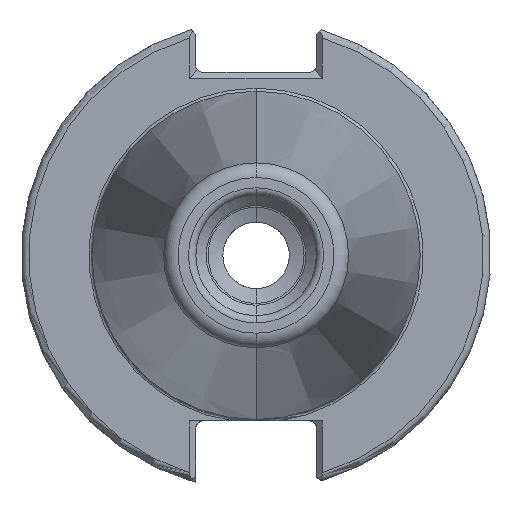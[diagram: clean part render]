
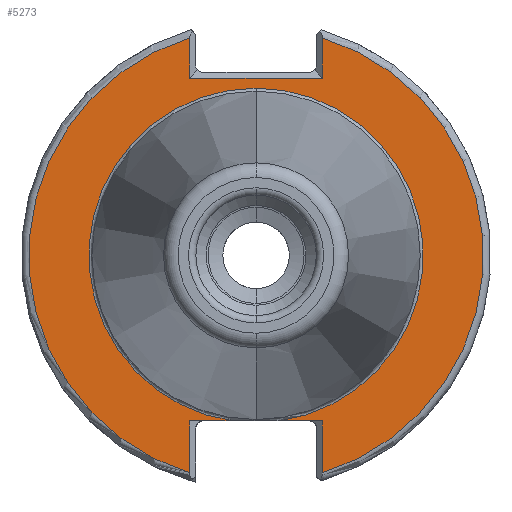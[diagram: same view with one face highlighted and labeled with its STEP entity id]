
A CAD part, left-side view. The second image highlights one B-rep face of the part: STEP entity #5273.
In plain terms, the highlighted planar face has unit normal (-1, 0, 0).
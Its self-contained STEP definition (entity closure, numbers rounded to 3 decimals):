
#4 = CIRCLE ( 'NONE', #621, 30.775 ) ;
#34 = EDGE_CURVE ( 'NONE', #5222, #2857, #2480, .T. ) ;
#83 = EDGE_CURVE ( 'NONE', #2900, #5222, #1585, .T. ) ;
#166 = EDGE_CURVE ( 'NONE', #4184, #947, #5254, .T. ) ;
#207 = EDGE_CURVE ( 'NONE', #2857, #4184, #4758, .T. ) ;
#425 = EDGE_CURVE ( 'NONE', #1444, #2900, #3421, .T. ) ;
#436 = EDGE_CURVE ( 'NONE', #1580, #1444, #3666, .T. ) ;
#510 = CARTESIAN_POINT ( 'NONE',  ( -76.82, 0., 24. ) ) ;
#527 = EDGE_CURVE ( 'NONE', #3939, #947, #1128, .T. ) ;
#579 = CARTESIAN_POINT ( 'NONE',  ( -76.82, 8.99, 0. ) ) ;
#621 = AXIS2_PLACEMENT_3D ( 'NONE', #2359, #2356, #2353 ) ;
#729 = CARTESIAN_POINT ( 'NONE',  ( -76.82, -8.99, -29.433 ) ) ;
#797 = DIRECTION ( 'NONE',  ( 0., 0., -1. ) ) ;
#838 = DIRECTION ( 'NONE',  ( 0., -1., 0. ) ) ;
#898 = CARTESIAN_POINT ( 'NONE',  ( -76.82, -8.19, -22.41 ) ) ;
#901 = EDGE_LOOP ( 'NONE', ( #2060, #2000, #1085, #4911, #3284, #4790, #1035, #3122, #1170, #1164, #3580 ) ) ;
#915 = EDGE_CURVE ( 'NONE', #2672, #3939, #1638, .T. ) ;
#925 = DIRECTION ( 'NONE',  ( 0., 0., 1. ) ) ;
#947 = VERTEX_POINT ( 'NONE', #4274 ) ;
#1035 = ORIENTED_EDGE ( 'NONE', *, *, #1314, .T. ) ;
#1085 = ORIENTED_EDGE ( 'NONE', *, *, #207, .T. ) ;
#1092 = DIRECTION ( 'NONE',  ( 0., 1., 0. ) ) ;
#1128 = CIRCLE ( 'NONE', #2925, 22.625 ) ;
#1134 = VERTEX_POINT ( 'NONE', #3392 ) ;
#1160 = FACE_OUTER_BOUND ( 'NONE', #901, .T. ) ;
#1164 = ORIENTED_EDGE ( 'NONE', *, *, #436, .T. ) ;
#1170 = ORIENTED_EDGE ( 'NONE', *, *, #1433, .T. ) ;
#1200 = VECTOR ( 'NONE', #3012, 1000. ) ;
#1314 = EDGE_CURVE ( 'NONE', #2672, #1134, #4356, .T. ) ;
#1408 = EDGE_CURVE ( 'NONE', #1134, #2025, #5004, .T. ) ;
#1433 = EDGE_CURVE ( 'NONE', #2025, #1580, #4, .T. ) ;
#1444 = VERTEX_POINT ( 'NONE', #2365 ) ;
#1580 = VERTEX_POINT ( 'NONE', #1908 ) ;
#1585 = LINE ( 'NONE', #1866, #1200 ) ;
#1638 = CIRCLE ( 'NONE', #4792, 22.625 ) ;
#1675 = AXIS2_PLACEMENT_3D ( 'NONE', #2204, #2200, #2262 ) ;
#1837 = CARTESIAN_POINT ( 'NONE',  ( -76.82, 0., 0. ) ) ;
#1866 = CARTESIAN_POINT ( 'NONE',  ( -76.82, 8.99, 30.701 ) ) ;
#1908 = CARTESIAN_POINT ( 'NONE',  ( -76.82, -8.99, 29.433 ) ) ;
#2000 = ORIENTED_EDGE ( 'NONE', *, *, #34, .T. ) ;
#2025 = VERTEX_POINT ( 'NONE', #729 ) ;
#2060 = ORIENTED_EDGE ( 'NONE', *, *, #83, .T. ) ;
#2200 = DIRECTION ( 'NONE',  ( -1., 0., 0. ) ) ;
#2204 = CARTESIAN_POINT ( 'NONE',  ( -76.82, 0., 0. ) ) ;
#2262 = DIRECTION ( 'NONE',  ( 0., 0., -1. ) ) ;
#2353 = DIRECTION ( 'NONE',  ( 0., 0., -1. ) ) ;
#2356 = DIRECTION ( 'NONE',  ( -1., 0., 0. ) ) ;
#2359 = CARTESIAN_POINT ( 'NONE',  ( -76.82, 0., 0. ) ) ;
#2365 = CARTESIAN_POINT ( 'NONE',  ( -76.82, -8.99, 24. ) ) ;
#2453 = DIRECTION ( 'NONE',  ( 0., 0., -1. ) ) ;
#2458 = CARTESIAN_POINT ( 'NONE',  ( -76.82, -8.99, 0. ) ) ;
#2480 = CIRCLE ( 'NONE', #1675, 30.775 ) ;
#2672 = VERTEX_POINT ( 'NONE', #4713 ) ;
#2763 = DIRECTION ( 'NONE',  ( 0., -1., 0. ) ) ;
#2841 = CARTESIAN_POINT ( 'NONE',  ( -76.82, -8.19, -22.41 ) ) ;
#2857 = VERTEX_POINT ( 'NONE', #5141 ) ;
#2900 = VERTEX_POINT ( 'NONE', #4416 ) ;
#2915 = CARTESIAN_POINT ( 'NONE',  ( -76.82, -8.99, 24.8 ) ) ;
#2925 = AXIS2_PLACEMENT_3D ( 'NONE', #1837, #4148, #3758 ) ;
#2927 = CARTESIAN_POINT ( 'NONE',  ( -76.82, 0., 22.625 ) ) ;
#3012 = DIRECTION ( 'NONE',  ( 0., 0., 1. ) ) ;
#3122 = ORIENTED_EDGE ( 'NONE', *, *, #1408, .T. ) ;
#3240 = VECTOR ( 'NONE', #2763, 1000. ) ;
#3284 = ORIENTED_EDGE ( 'NONE', *, *, #527, .F. ) ;
#3377 = VECTOR ( 'NONE', #925, 1000. ) ;
#3392 = CARTESIAN_POINT ( 'NONE',  ( -76.82, -8.99, -22.41 ) ) ;
#3421 = LINE ( 'NONE', #510, #3865 ) ;
#3496 = VECTOR ( 'NONE', #4762, 1000. ) ;
#3580 = ORIENTED_EDGE ( 'NONE', *, *, #425, .T. ) ;
#3666 = LINE ( 'NONE', #2915, #3496 ) ;
#3758 = DIRECTION ( 'NONE',  ( 0., 0., 1. ) ) ;
#3865 = VECTOR ( 'NONE', #1092, 1000. ) ;
#3893 = AXIS2_PLACEMENT_3D ( 'NONE', #5023, #3910, #797 ) ;
#3910 = DIRECTION ( 'NONE',  ( 1., 0., 0. ) ) ;
#3939 = VERTEX_POINT ( 'NONE', #2927 ) ;
#4148 = DIRECTION ( 'NONE',  ( -1., 0., 0. ) ) ;
#4184 = VERTEX_POINT ( 'NONE', #4936 ) ;
#4220 = PLANE ( 'NONE',  #3893 ) ;
#4274 = CARTESIAN_POINT ( 'NONE',  ( -76.82, 3.112, -22.41 ) ) ;
#4356 = LINE ( 'NONE', #2841, #3240 ) ;
#4375 = CARTESIAN_POINT ( 'NONE',  ( -76.82, 8.99, 29.433 ) ) ;
#4416 = CARTESIAN_POINT ( 'NONE',  ( -76.82, 8.99, 24. ) ) ;
#4555 = DIRECTION ( 'NONE',  ( 0., 0., 1. ) ) ;
#4559 = DIRECTION ( 'NONE',  ( -1., 0., 0. ) ) ;
#4563 = CARTESIAN_POINT ( 'NONE',  ( -76.82, 0., 0. ) ) ;
#4713 = CARTESIAN_POINT ( 'NONE',  ( -76.82, -3.112, -22.41 ) ) ;
#4754 = VECTOR ( 'NONE', #2453, 1000. ) ;
#4758 = LINE ( 'NONE', #579, #3377 ) ;
#4762 = DIRECTION ( 'NONE',  ( 0., 0., -1. ) ) ;
#4790 = ORIENTED_EDGE ( 'NONE', *, *, #915, .F. ) ;
#4792 = AXIS2_PLACEMENT_3D ( 'NONE', #4563, #4559, #4555 ) ;
#4911 = ORIENTED_EDGE ( 'NONE', *, *, #166, .T. ) ;
#4936 = CARTESIAN_POINT ( 'NONE',  ( -76.82, 8.99, -22.41 ) ) ;
#5004 = LINE ( 'NONE', #2458, #4754 ) ;
#5019 = VECTOR ( 'NONE', #838, 1000. ) ;
#5023 = CARTESIAN_POINT ( 'NONE',  ( -76.82, 0., 0. ) ) ;
#5141 = CARTESIAN_POINT ( 'NONE',  ( -76.82, 8.99, -29.433 ) ) ;
#5222 = VERTEX_POINT ( 'NONE', #4375 ) ;
#5254 = LINE ( 'NONE', #898, #5019 ) ;
#5273 = ADVANCED_FACE ( 'NONE', ( #1160 ), #4220, .F. ) ;
